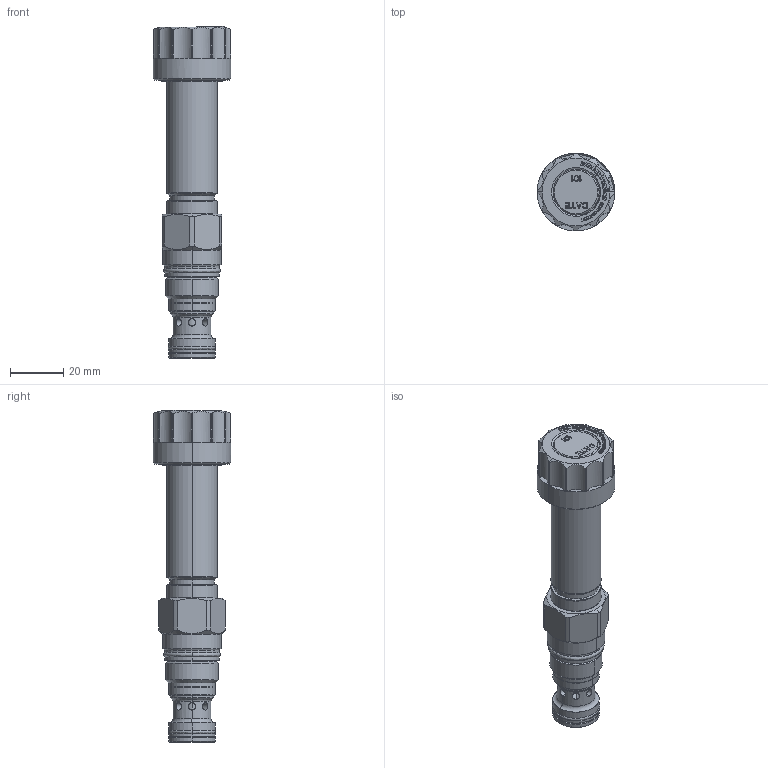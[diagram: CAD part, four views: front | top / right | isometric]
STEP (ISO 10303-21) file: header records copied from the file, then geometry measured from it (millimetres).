
FILE_DESCRIPTION((''),'2;1');
FILE_NAME('FPCC-XCN_PRT','2015-08-28T',('Administrator'),(''),'PRO/ENGINEER BY PARAMETRIC TECHNOLOGY CORPORATION, 2006240','PRO/ENGINEER BY PARAMETRIC TECHNOLOGY CORPORATION, 2006240','');
FILE_SCHEMA(('CONFIG_CONTROL_DESIGN'));
Length unit declared in the file: inch
Products named in the file (1): FPCC-XCN_PRT
Bounding box: 29.21 x 29.21 x 124.49 mm (x, y, z)
Volume: 32555.8 mm3; surface area: 17979 mm2
Topology: 3 solids, 5 shells, 898 faces, 2352 edges, 1520 vertices
Faces by surface type: plane 610, cylinder 155, cone 61, torus 58, revolution 10, bspline 4
Entity records: 29833 total; most frequent: CARTESIAN_POINT 7569, ORIENTED_EDGE 4704, DIRECTION 4415, EDGE_CURVE 2352, VECTOR 1781, LINE 1781, VERTEX_POINT 1520, AXIS2_PLACEMENT_3D 1312
